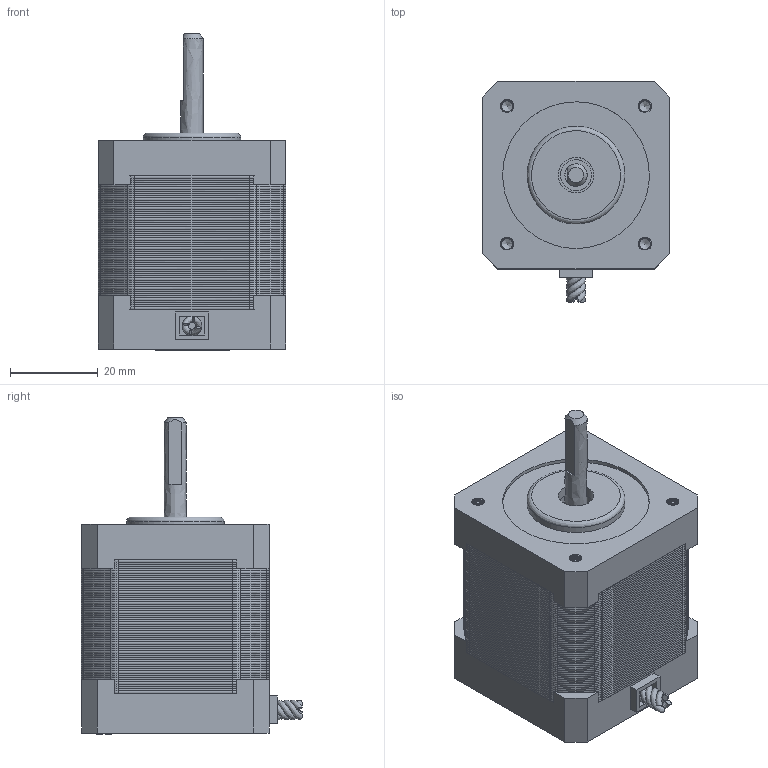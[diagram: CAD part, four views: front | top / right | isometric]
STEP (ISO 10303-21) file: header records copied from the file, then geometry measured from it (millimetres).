
FILE_DESCRIPTION(('FreeCAD Model'),'2;1');
FILE_NAME('Open CASCADE Shape Model','2025-05-03T04:25:19',('FreeCAD'),( 'FreeCAD'),'Open CASCADE STEP processor 7.6','FreeCAD','Unknown');
FILE_SCHEMA(('AUTOMOTIVE_DESIGN { 1 0 10303 214 1 1 1 1 }'));
Products named in the file (1): Open CASCADE STEP translator 7.6 1
Bounding box: 42.84 x 50.44 x 72.21 mm (x, y, z)
Volume: 27644.8 mm3; surface area: 25588.3 mm2
Topology: 40 solids, 40 shells, 2074 faces, 4637 edges, 2656 vertices
Faces by surface type: bspline 2074
Entity records: 84379 total; most frequent: CARTESIAN_POINT 57828, ORIENTED_EDGE 9250, EDGE_CURVE 4625, B_SPLINE_CURVE_WITH_KNOTS 2657, VERTEX_POINT 2656, FACE_BOUND 2131, EDGE_LOOP 2131, ADVANCED_FACE 2074
